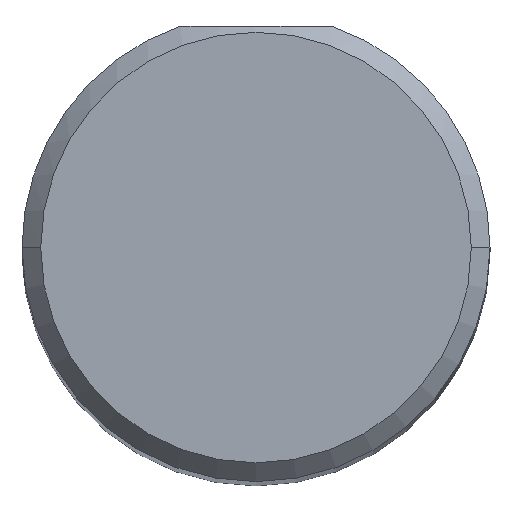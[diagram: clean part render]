
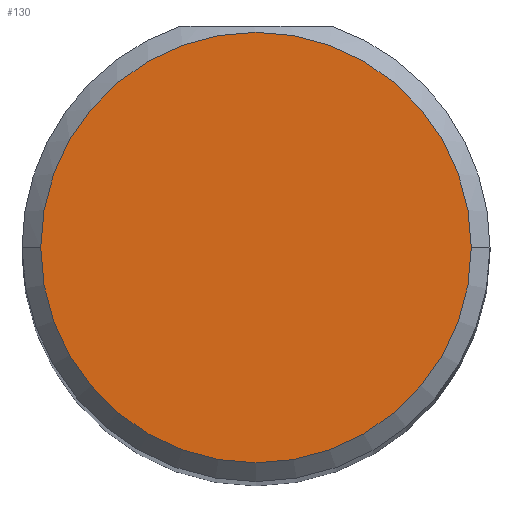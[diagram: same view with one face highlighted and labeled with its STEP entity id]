
A CAD part, top view. The second image highlights one B-rep face of the part: STEP entity #130.
In plain terms, the highlighted planar face has unit normal (0, 0, 1).
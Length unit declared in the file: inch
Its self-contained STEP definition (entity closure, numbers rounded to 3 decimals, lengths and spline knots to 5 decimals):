
#55 = DIRECTION ( 'NONE',  ( -1., 0., 0. ) ) ;
#130 = ADVANCED_FACE ( 'NONE', ( #448 ), #293, .T. ) ;
#150 = AXIS2_PLACEMENT_3D ( 'NONE', #252, #198, #460 ) ;
#193 = DIRECTION ( 'NONE',  ( 0., 0., 1. ) ) ;
#198 = DIRECTION ( 'NONE',  ( 0., 0., -1. ) ) ;
#217 = EDGE_CURVE ( 'NONE', #484, #311, #598, .T. ) ;
#218 = ORIENTED_EDGE ( 'NONE', *, *, #365, .F. ) ;
#221 = AXIS2_PLACEMENT_3D ( 'NONE', #640, #193, #303 ) ;
#222 = EDGE_LOOP ( 'NONE', ( #218, #279 ) ) ;
#252 = CARTESIAN_POINT ( 'NONE',  ( 0.75, 0., 2.5 ) ) ;
#279 = ORIENTED_EDGE ( 'NONE', *, *, #217, .F. ) ;
#293 = PLANE ( 'NONE',  #221 ) ;
#303 = DIRECTION ( 'NONE',  ( -1., 0., 0. ) ) ;
#311 = VERTEX_POINT ( 'NONE', #497 ) ;
#365 = EDGE_CURVE ( 'NONE', #311, #484, #626, .T. ) ;
#383 = AXIS2_PLACEMENT_3D ( 'NONE', #608, #513, #55 ) ;
#448 = FACE_OUTER_BOUND ( 'NONE', #222, .T. ) ;
#460 = DIRECTION ( 'NONE',  ( -1., 0., 0. ) ) ;
#484 = VERTEX_POINT ( 'NONE', #582 ) ;
#497 = CARTESIAN_POINT ( 'NONE',  ( 0.9225, 0., 2.5 ) ) ;
#513 = DIRECTION ( 'NONE',  ( 0., 0., -1. ) ) ;
#582 = CARTESIAN_POINT ( 'NONE',  ( 0.5775, 0., 2.5 ) ) ;
#598 = CIRCLE ( 'NONE', #383, 0.1725 ) ;
#608 = CARTESIAN_POINT ( 'NONE',  ( 0.75, 0., 2.5 ) ) ;
#626 = CIRCLE ( 'NONE', #150, 0.1725 ) ;
#640 = CARTESIAN_POINT ( 'NONE',  ( 0.75, 0., 2.5 ) ) ;
